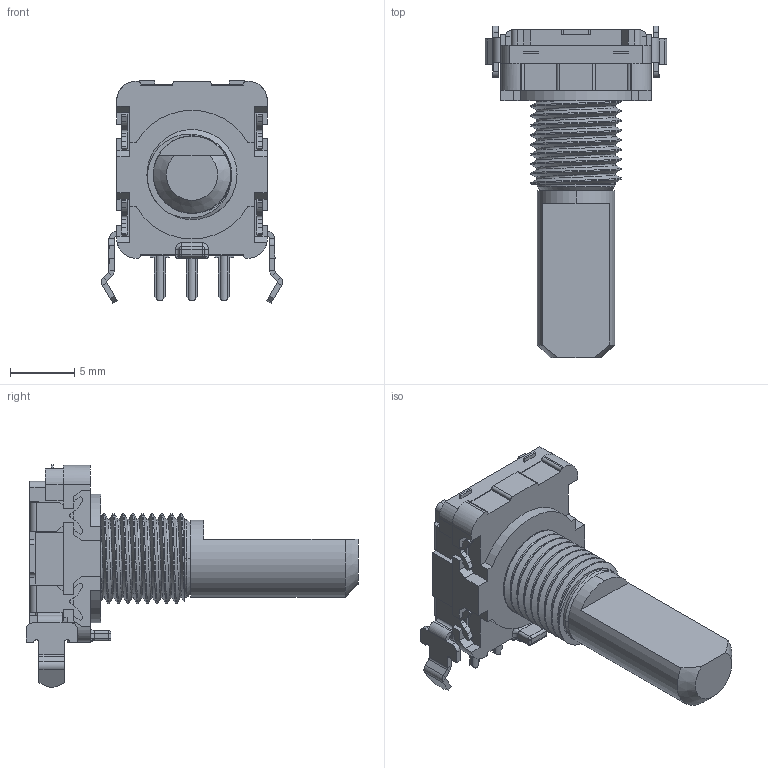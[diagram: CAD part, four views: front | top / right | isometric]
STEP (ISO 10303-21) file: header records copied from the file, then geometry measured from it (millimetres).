
FILE_DESCRIPTION (( 'STEP AP214' ), '1' );
FILE_NAME ('EC11B15202AN.STEP', '2017-05-22T03:49:21', ( 'user' ), ( 'Hewlett-Packard Company' ), 'SwSTEP 2.0', 'SolidWorks 2014', '' );
FILE_SCHEMA (( 'AUTOMOTIVE_DESIGN' ));
Length unit declared in the file: millimetre
Products named in the file (1): EC11B15202AN
Bounding box: 14.1 x 25.8 x 17.3 mm (x, y, z)
Volume: 1258.1 mm3; surface area: 1206.7 mm2
Topology: 1 solids, 1 shells, 525 faces, 1409 edges, 882 vertices
Faces by surface type: plane 372, cylinder 135, bspline 7, sphere 4, torus 4, cone 3
Entity records: 23994 total; most frequent: CARTESIAN_POINT 5138, ORIENTED_EDGE 2810, DIRECTION 2626, EDGE_CURVE 1405, LINE 1086, VECTOR 1086, VERTEX_POINT 882, AXIS2_PLACEMENT_3D 770
